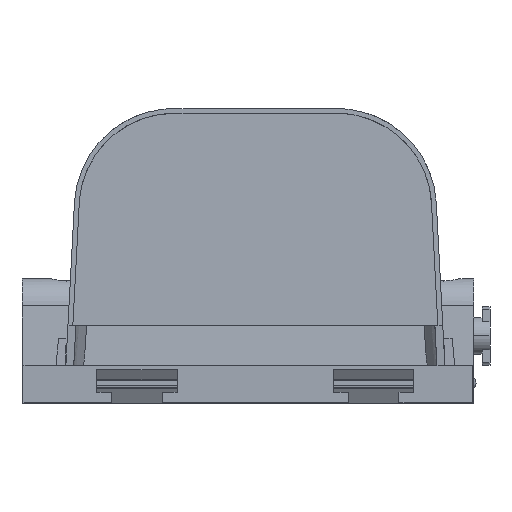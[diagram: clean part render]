
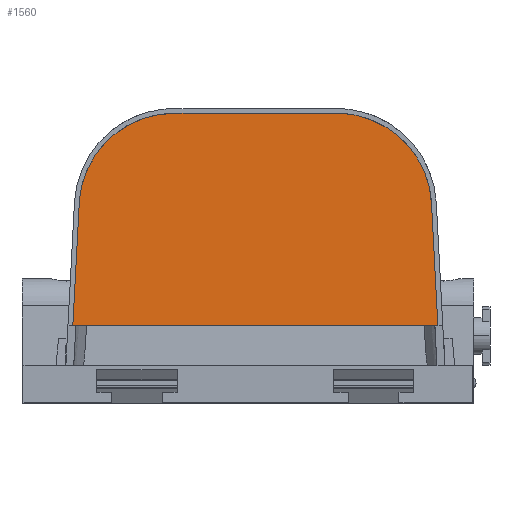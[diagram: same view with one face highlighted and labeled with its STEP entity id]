
A CAD part, top view. The second image highlights one B-rep face of the part: STEP entity #1560.
In plain terms, the highlighted planar face has unit normal (0, 0.026, 1).
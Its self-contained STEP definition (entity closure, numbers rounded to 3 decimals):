
#1560=ADVANCED_FACE('',(#4501),#4502,.T.);
#4501=FACE_OUTER_BOUND('',#11237,.T.);
#4502=PLANE('',#11238);
#11237=EDGE_LOOP('',(#22642,#22643,#22644,#22645,#22646,#22647));
#11238=AXIS2_PLACEMENT_3D('',#22648,#22649,#22650);
#22642=ORIENTED_EDGE('',*,*,#26488,.T.);
#22643=ORIENTED_EDGE('',*,*,#26489,.T.);
#22644=ORIENTED_EDGE('',*,*,#26490,.T.);
#22645=ORIENTED_EDGE('',*,*,#26452,.T.);
#22646=ORIENTED_EDGE('',*,*,#26491,.T.);
#22647=ORIENTED_EDGE('',*,*,#26492,.T.);
#22648=CARTESIAN_POINT('',(-38.437,52.395,99.303));
#22649=DIRECTION('',(0.,0.026,1.));
#22650=DIRECTION('',(1.0,0.,0.0));
#26452=EDGE_CURVE('',#32442,#32440,#32443,.T.);
#26488=EDGE_CURVE('',#32501,#32502,#32503,.T.);
#26489=EDGE_CURVE('',#32502,#32504,#32505,.T.);
#26490=EDGE_CURVE('',#32504,#32442,#32506,.T.);
#26491=EDGE_CURVE('',#32440,#32507,#32508,.T.);
#26492=EDGE_CURVE('',#32507,#32501,#32509,.T.);
#32440=VERTEX_POINT('',#54315);
#32442=VERTEX_POINT('',#54318);
#32443=LINE('',#54319,#54320);
#32501=VERTEX_POINT('',#54458);
#32502=VERTEX_POINT('',#54459);
#32503=LINE('',#54460,#54461);
#32504=VERTEX_POINT('',#54462);
#32505=B_SPLINE_CURVE_WITH_KNOTS('',3,(#54463,#54464,#54465,#54466,#54467,#54468,#54469,#54470,#54471,#54472,#54473,#54474,#54475,#54476,#54477,#54478,#54479,#54480),.UNSPECIFIED.,.F.,.F.,(4,2,2,2,2,2,2,2,4),(0.,0.005,0.009,0.014,0.018,0.023,0.028,0.032,0.037),.UNSPECIFIED.);
#32506=LINE('',#54481,#54482);
#32507=VERTEX_POINT('',#54483);
#32508=LINE('',#54484,#54485);
#32509=B_SPLINE_CURVE_WITH_KNOTS('',3,(#54486,#54487,#54488,#54489,#54490,#54491,#54492,#54493,#54494,#54495,#54496,#54497,#54498,#54499,#54500,#54501,#54502,#54503),.UNSPECIFIED.,.F.,.F.,(4,2,2,2,2,2,2,2,4),(0.,0.005,0.009,0.014,0.018,0.023,0.028,0.032,0.037),.UNSPECIFIED.);
#54315=CARTESIAN_POINT('',(45.42,4.975,100.545));
#54318=CARTESIAN_POINT('',(-47.567,4.975,100.545));
#54319=CARTESIAN_POINT('',(-47.567,4.975,100.545));
#54320=VECTOR('',#57947,1000.0);
#54458=CARTESIAN_POINT('',(19.658,59.031,99.129));
#54459=CARTESIAN_POINT('',(-21.805,59.031,99.129));
#54460=CARTESIAN_POINT('',(-38.437,59.031,99.129));
#54461=VECTOR('',#57989,1000.0);
#54462=CARTESIAN_POINT('',(-45.934,36.134,99.729));
#54463=CARTESIAN_POINT('',(-21.805,59.031,99.129));
#54464=CARTESIAN_POINT('',(-23.334,59.031,99.129));
#54465=CARTESIAN_POINT('',(-24.862,58.885,99.133));
#54466=CARTESIAN_POINT('',(-27.865,58.309,99.148));
#54467=CARTESIAN_POINT('',(-29.339,57.877,99.159));
#54468=CARTESIAN_POINT('',(-32.178,56.744,99.189));
#54469=CARTESIAN_POINT('',(-33.544,56.043,99.207));
#54470=CARTESIAN_POINT('',(-36.119,54.394,99.251));
#54471=CARTESIAN_POINT('',(-37.328,53.448,99.275));
#54472=CARTESIAN_POINT('',(-39.546,51.343,99.33));
#54473=CARTESIAN_POINT('',(-40.555,50.185,99.361));
#54474=CARTESIAN_POINT('',(-42.335,47.7,99.426));
#54475=CARTESIAN_POINT('',(-43.108,46.373,99.461));
#54476=CARTESIAN_POINT('',(-44.387,43.596,99.533));
#54477=CARTESIAN_POINT('',(-44.895,42.147,99.571));
#54478=CARTESIAN_POINT('',(-45.628,39.179,99.649));
#54479=CARTESIAN_POINT('',(-45.854,37.66,99.689));
#54480=CARTESIAN_POINT('',(-45.934,36.134,99.729));
#54481=CARTESIAN_POINT('',(-45.934,36.134,99.729));
#54482=VECTOR('',#57990,1000.0);
#54483=CARTESIAN_POINT('',(43.787,36.134,99.729));
#54484=CARTESIAN_POINT('',(45.42,4.975,100.545));
#54485=VECTOR('',#57991,1000.0);
#54486=CARTESIAN_POINT('',(43.787,36.134,99.729));
#54487=CARTESIAN_POINT('',(43.707,37.66,99.689));
#54488=CARTESIAN_POINT('',(43.482,39.179,99.649));
#54489=CARTESIAN_POINT('',(42.749,42.147,99.571));
#54490=CARTESIAN_POINT('',(42.241,43.596,99.533));
#54491=CARTESIAN_POINT('',(40.961,46.373,99.461));
#54492=CARTESIAN_POINT('',(40.189,47.7,99.426));
#54493=CARTESIAN_POINT('',(38.408,50.185,99.361));
#54494=CARTESIAN_POINT('',(37.399,51.343,99.33));
#54495=CARTESIAN_POINT('',(35.182,53.448,99.275));
#54496=CARTESIAN_POINT('',(33.973,54.394,99.251));
#54497=CARTESIAN_POINT('',(31.398,56.043,99.207));
#54498=CARTESIAN_POINT('',(30.032,56.744,99.189));
#54499=CARTESIAN_POINT('',(27.192,57.877,99.159));
#54500=CARTESIAN_POINT('',(25.718,58.309,99.148));
#54501=CARTESIAN_POINT('',(22.716,58.885,99.133));
#54502=CARTESIAN_POINT('',(21.187,59.031,99.129));
#54503=CARTESIAN_POINT('',(19.658,59.031,99.129));
#57947=DIRECTION('',(1.0,0.0,0.0));
#57989=DIRECTION('',(-1.0,0.,0.));
#57990=DIRECTION('',(-0.052,-0.998,0.026));
#57991=DIRECTION('',(-0.052,0.998,-0.026));
